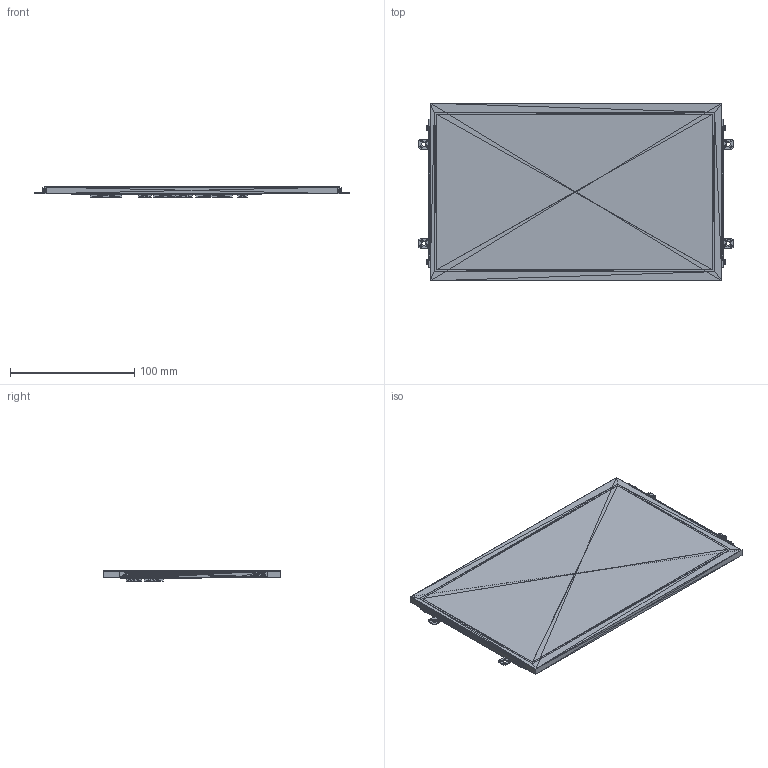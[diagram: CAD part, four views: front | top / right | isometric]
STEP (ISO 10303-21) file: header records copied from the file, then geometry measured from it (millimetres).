
FILE_DESCRIPTION(/* description */ (''),/* implementation_level */ '2;1');
FILE_NAME(/* name */ '1060A.stp',/* time_stamp */ '2013-12-30T15:41:33.3304554',/* author */ ('LJ'),/* organization */ (''),/* preprocessor_version */ 'InStep v2',/* originating_system */ 'InStep V2.2',/* authorisation */ '');
FILE_SCHEMA (('AUTOMOTIVE_DESIGN { 1 0 10303 214 1 1 1 1 }'));
Length unit declared in the file: millimetre
Products named in the file (1): None
Bounding box: 253 x 143 x 8.3 mm (x, y, z)
Surface area: 1291225.8 mm2
Topology: 3 solids, 5 shells, 1334 faces, 1999 edges, 666 vertices
Faces by surface type: plane 1334
Entity records: 24654 total; most frequent: ORIENTED_EDGE 5104, DIRECTION 2951, LINE 2552, EDGE_CURVE 2552, AXIS2_PLACEMENT_3D 1705, EDGE_LOOP 1704, FACE_OUTER_BOUND 1704, PLANE 1704
